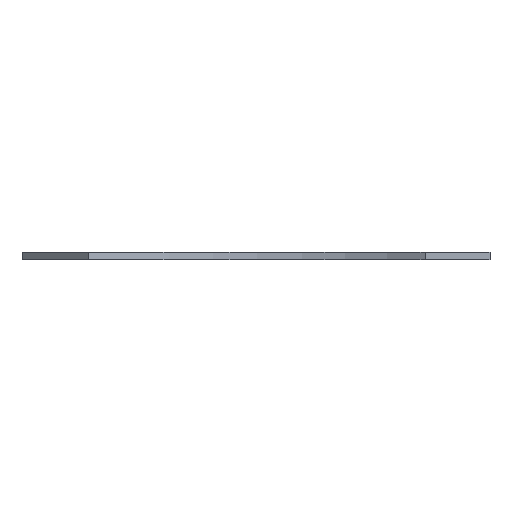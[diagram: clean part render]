
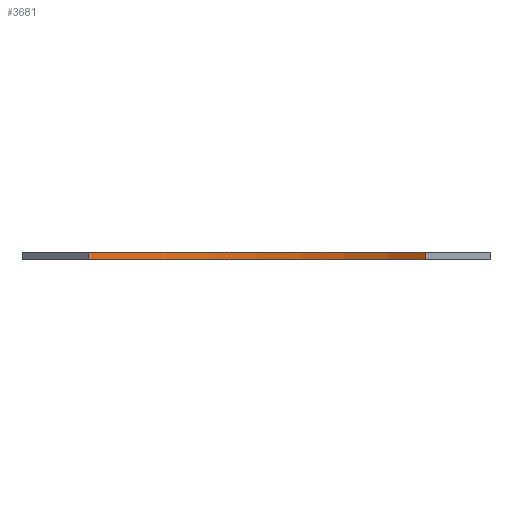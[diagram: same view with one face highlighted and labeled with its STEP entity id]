
A CAD part, left-side view. The second image highlights one B-rep face of the part: STEP entity #3681.
In plain terms, the highlighted cylindrical face has radius 64 mm (diameter 128 mm), a partial arc.
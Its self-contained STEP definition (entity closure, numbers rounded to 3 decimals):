
#84 = PLANE('',#85);
#85 = AXIS2_PLACEMENT_3D('',#86,#87,#88);
#86 = CARTESIAN_POINT('',(-27.415,-0.578,1.6));
#87 = DIRECTION('',(0.,0.,1.));
#88 = DIRECTION('',(1.,0.,-0.));
#139 = PLANE('',#140);
#140 = AXIS2_PLACEMENT_3D('',#141,#142,#143);
#141 = CARTESIAN_POINT('',(-27.415,-0.578,0.));
#142 = DIRECTION('',(0.,0.,1.));
#143 = DIRECTION('',(1.,0.,-0.));
#336 = VERTEX_POINT('',#337);
#337 = CARTESIAN_POINT('',(-53.808,34.831,0.));
#351 = PLANE('',#352);
#352 = AXIS2_PLACEMENT_3D('',#353,#354,#355);
#353 = CARTESIAN_POINT('',(-53.808,34.831,0.));
#354 = DIRECTION('',(-0.707,0.707,0.));
#355 = DIRECTION('',(0.707,0.707,0.));
#363 = EDGE_CURVE('',#364,#336,#366,.T.);
#364 = VERTEX_POINT('',#365);
#365 = CARTESIAN_POINT('',(-54.841,-36.373,0.));
#366 = SURFACE_CURVE('',#367,(#372,#379),.PCURVE_S1.);
#367 = CIRCLE('',#368,64.);
#368 = AXIS2_PLACEMENT_3D('',#369,#370,#371);
#369 = CARTESIAN_POINT('',(-107.5,-0.,0.));
#370 = DIRECTION('',(0.,0.,1.));
#371 = DIRECTION('',(1.,0.,-0.));
#372 = PCURVE('',#139,#373);
#373 = DEFINITIONAL_REPRESENTATION('',(#374),#378);
#374 = CIRCLE('',#375,64.);
#375 = AXIS2_PLACEMENT_2D('',#376,#377);
#376 = CARTESIAN_POINT('',(-80.085,0.578));
#377 = DIRECTION('',(1.,0.));
#378 = ( GEOMETRIC_REPRESENTATION_CONTEXT(2) 
PARAMETRIC_REPRESENTATION_CONTEXT() REPRESENTATION_CONTEXT('2D SPACE',''
  ) );
#379 = PCURVE('',#380,#385);
#380 = CYLINDRICAL_SURFACE('',#381,64.);
#381 = AXIS2_PLACEMENT_3D('',#382,#383,#384);
#382 = CARTESIAN_POINT('',(-107.5,-0.,0.));
#383 = DIRECTION('',(-0.,-0.,-1.));
#384 = DIRECTION('',(1.,0.,-0.));
#385 = DEFINITIONAL_REPRESENTATION('',(#386),#390);
#386 = LINE('',#387,#388);
#387 = CARTESIAN_POINT('',(-0.,0.));
#388 = VECTOR('',#389,1.);
#389 = DIRECTION('',(-1.,0.));
#390 = ( GEOMETRIC_REPRESENTATION_CONTEXT(2) 
PARAMETRIC_REPRESENTATION_CONTEXT() REPRESENTATION_CONTEXT('2D SPACE',''
  ) );
#408 = PLANE('',#409);
#409 = AXIS2_PLACEMENT_3D('',#410,#411,#412);
#410 = CARTESIAN_POINT('',(-41.116,-50.097,0.));
#411 = DIRECTION('',(-0.707,-0.707,0.));
#412 = DIRECTION('',(-0.707,0.707,0.));
#2096 = VERTEX_POINT('',#2097);
#2097 = CARTESIAN_POINT('',(-53.808,34.831,1.6));
#2118 = EDGE_CURVE('',#2119,#2096,#2121,.T.);
#2119 = VERTEX_POINT('',#2120);
#2120 = CARTESIAN_POINT('',(-54.841,-36.373,1.6));
#2121 = SURFACE_CURVE('',#2122,(#2127,#2134),.PCURVE_S1.);
#2122 = CIRCLE('',#2123,64.);
#2123 = AXIS2_PLACEMENT_3D('',#2124,#2125,#2126);
#2124 = CARTESIAN_POINT('',(-107.5,0.,1.6));
#2125 = DIRECTION('',(0.,0.,1.));
#2126 = DIRECTION('',(1.,0.,-0.));
#2127 = PCURVE('',#84,#2128);
#2128 = DEFINITIONAL_REPRESENTATION('',(#2129),#2133);
#2129 = CIRCLE('',#2130,64.);
#2130 = AXIS2_PLACEMENT_2D('',#2131,#2132);
#2131 = CARTESIAN_POINT('',(-80.085,0.578));
#2132 = DIRECTION('',(1.,0.));
#2133 = ( GEOMETRIC_REPRESENTATION_CONTEXT(2) 
PARAMETRIC_REPRESENTATION_CONTEXT() REPRESENTATION_CONTEXT('2D SPACE',''
  ) );
#2134 = PCURVE('',#380,#2135);
#2135 = DEFINITIONAL_REPRESENTATION('',(#2136),#2140);
#2136 = LINE('',#2137,#2138);
#2137 = CARTESIAN_POINT('',(-0.,-1.6));
#2138 = VECTOR('',#2139,1.);
#2139 = DIRECTION('',(-1.,0.));
#2140 = ( GEOMETRIC_REPRESENTATION_CONTEXT(2) 
PARAMETRIC_REPRESENTATION_CONTEXT() REPRESENTATION_CONTEXT('2D SPACE',''
  ) );
#3631 = EDGE_CURVE('',#336,#2096,#3632,.T.);
#3632 = SURFACE_CURVE('',#3633,(#3637,#3644),.PCURVE_S1.);
#3633 = LINE('',#3634,#3635);
#3634 = CARTESIAN_POINT('',(-53.808,34.831,0.));
#3635 = VECTOR('',#3636,1.);
#3636 = DIRECTION('',(0.,0.,1.));
#3637 = PCURVE('',#351,#3638);
#3638 = DEFINITIONAL_REPRESENTATION('',(#3639),#3643);
#3639 = LINE('',#3640,#3641);
#3640 = CARTESIAN_POINT('',(0.,0.));
#3641 = VECTOR('',#3642,1.);
#3642 = DIRECTION('',(0.,-1.));
#3643 = ( GEOMETRIC_REPRESENTATION_CONTEXT(2) 
PARAMETRIC_REPRESENTATION_CONTEXT() REPRESENTATION_CONTEXT('2D SPACE',''
  ) );
#3644 = PCURVE('',#380,#3645);
#3645 = DEFINITIONAL_REPRESENTATION('',(#3646),#3650);
#3646 = LINE('',#3647,#3648);
#3647 = CARTESIAN_POINT('',(-6.859,0.));
#3648 = VECTOR('',#3649,1.);
#3649 = DIRECTION('',(-0.,-1.));
#3650 = ( GEOMETRIC_REPRESENTATION_CONTEXT(2) 
PARAMETRIC_REPRESENTATION_CONTEXT() REPRESENTATION_CONTEXT('2D SPACE',''
  ) );
#3681 = ADVANCED_FACE('',(#3682),#380,.F.);
#3682 = FACE_BOUND('',#3683,.T.);
#3683 = EDGE_LOOP('',(#3684,#3705,#3706,#3707));
#3684 = ORIENTED_EDGE('',*,*,#3685,.T.);
#3685 = EDGE_CURVE('',#364,#2119,#3686,.T.);
#3686 = SURFACE_CURVE('',#3687,(#3691,#3698),.PCURVE_S1.);
#3687 = LINE('',#3688,#3689);
#3688 = CARTESIAN_POINT('',(-54.841,-36.373,0.));
#3689 = VECTOR('',#3690,1.);
#3690 = DIRECTION('',(0.,0.,1.));
#3691 = PCURVE('',#380,#3692);
#3692 = DEFINITIONAL_REPRESENTATION('',(#3693),#3697);
#3693 = LINE('',#3694,#3695);
#3694 = CARTESIAN_POINT('',(-5.679,0.));
#3695 = VECTOR('',#3696,1.);
#3696 = DIRECTION('',(-0.,-1.));
#3697 = ( GEOMETRIC_REPRESENTATION_CONTEXT(2) 
PARAMETRIC_REPRESENTATION_CONTEXT() REPRESENTATION_CONTEXT('2D SPACE',''
  ) );
#3698 = PCURVE('',#408,#3699);
#3699 = DEFINITIONAL_REPRESENTATION('',(#3700),#3704);
#3700 = LINE('',#3701,#3702);
#3701 = CARTESIAN_POINT('',(19.409,0.));
#3702 = VECTOR('',#3703,1.);
#3703 = DIRECTION('',(0.,-1.));
#3704 = ( GEOMETRIC_REPRESENTATION_CONTEXT(2) 
PARAMETRIC_REPRESENTATION_CONTEXT() REPRESENTATION_CONTEXT('2D SPACE',''
  ) );
#3705 = ORIENTED_EDGE('',*,*,#2118,.T.);
#3706 = ORIENTED_EDGE('',*,*,#3631,.F.);
#3707 = ORIENTED_EDGE('',*,*,#363,.F.);
